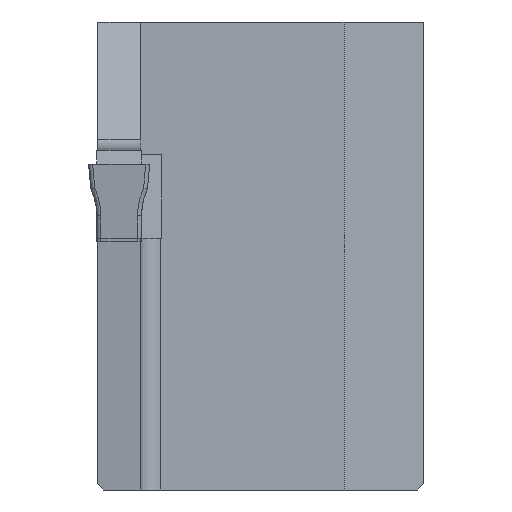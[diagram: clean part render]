
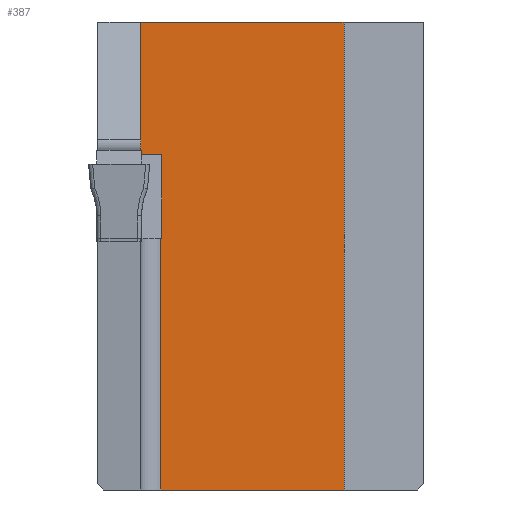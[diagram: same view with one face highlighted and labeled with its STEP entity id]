
A CAD part, left-side view. The second image highlights one B-rep face of the part: STEP entity #387.
In plain terms, the highlighted planar face has unit normal (-1, 0, 0).
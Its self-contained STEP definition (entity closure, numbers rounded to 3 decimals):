
#387=ADVANCED_FACE('',(#508),#459,.T.);
#459=PLANE('',#1592);
#508=FACE_OUTER_BOUND('',#580,.T.);
#580=EDGE_LOOP('',(#921,#922,#923,#924,#925,#926,#927,#928));
#648=LINE('',#2072,#772);
#651=LINE('',#2078,#775);
#660=LINE('',#2097,#784);
#670=LINE('',#2118,#794);
#671=LINE('',#2120,#795);
#672=LINE('',#2122,#796);
#673=LINE('',#2124,#797);
#674=LINE('',#2126,#798);
#772=VECTOR('',#1709,1.);
#775=VECTOR('',#1714,1.);
#784=VECTOR('',#1725,1.);
#794=VECTOR('',#1741,1.);
#795=VECTOR('',#1742,1.);
#796=VECTOR('',#1743,1.);
#797=VECTOR('',#1744,1.);
#798=VECTOR('',#1745,1.);
#921=ORIENTED_EDGE('',*,*,#1399,.F.);
#922=ORIENTED_EDGE('',*,*,#1409,.F.);
#923=ORIENTED_EDGE('',*,*,#1410,.F.);
#924=ORIENTED_EDGE('',*,*,#1411,.T.);
#925=ORIENTED_EDGE('',*,*,#1412,.T.);
#926=ORIENTED_EDGE('',*,*,#1413,.T.);
#927=ORIENTED_EDGE('',*,*,#1390,.F.);
#928=ORIENTED_EDGE('',*,*,#1387,.T.);
#1269=VERTEX_POINT('',#2071);
#1270=VERTEX_POINT('',#2073);
#1272=VERTEX_POINT('',#2079);
#1280=VERTEX_POINT('',#2096);
#1289=VERTEX_POINT('',#2119);
#1290=VERTEX_POINT('',#2121);
#1291=VERTEX_POINT('',#2123);
#1292=VERTEX_POINT('',#2125);
#1387=EDGE_CURVE('',#1270,#1269,#648,.T.);
#1390=EDGE_CURVE('',#1270,#1272,#651,.T.);
#1399=EDGE_CURVE('',#1280,#1269,#660,.T.);
#1409=EDGE_CURVE('',#1289,#1280,#670,.T.);
#1410=EDGE_CURVE('',#1290,#1289,#671,.T.);
#1411=EDGE_CURVE('',#1290,#1291,#672,.T.);
#1412=EDGE_CURVE('',#1291,#1292,#673,.T.);
#1413=EDGE_CURVE('',#1292,#1272,#674,.T.);
#1592=AXIS2_PLACEMENT_3D('',#2127,#1746,#1747);
#1709=DIRECTION('',(0.,0.,-1.));
#1714=DIRECTION('',(0.,-1.,0.));
#1725=DIRECTION('',(0.,1.,0.));
#1741=DIRECTION('',(0.,0.,1.));
#1742=DIRECTION('',(0.,-1.,0.));
#1743=DIRECTION('',(0.,0.,-1.));
#1744=DIRECTION('',(0.,-1.,0.));
#1745=DIRECTION('',(0.,0.,1.));
#1746=DIRECTION('',(-1.,0.,0.));
#1747=DIRECTION('',(0.,0.,1.));
#2071=CARTESIAN_POINT('',(13.,-2.1,0.48));
#2072=CARTESIAN_POINT('',(13.,-2.1,7.));
#2073=CARTESIAN_POINT('',(13.,-2.1,7.));
#2078=CARTESIAN_POINT('',(13.,-32.15,7.));
#2079=CARTESIAN_POINT('',(13.,-12.1,7.));
#2096=CARTESIAN_POINT('',(13.,-3.15,0.48));
#2097=CARTESIAN_POINT('',(13.,-32.15,0.48));
#2118=CARTESIAN_POINT('',(13.,-3.15,7.));
#2119=CARTESIAN_POINT('',(13.,-3.15,-3.63));
#2120=CARTESIAN_POINT('',(13.,-32.15,-3.63));
#2121=CARTESIAN_POINT('',(13.,-3.1,-3.63));
#2122=CARTESIAN_POINT('',(13.,-3.1,-2.394));
#2123=CARTESIAN_POINT('',(13.,-3.1,-16.));
#2124=CARTESIAN_POINT('',(13.,-32.15,-16.));
#2125=CARTESIAN_POINT('',(13.,-12.1,-16.));
#2126=CARTESIAN_POINT('',(13.,-12.1,-25.));
#2127=CARTESIAN_POINT('',(13.,-32.15,7.));
